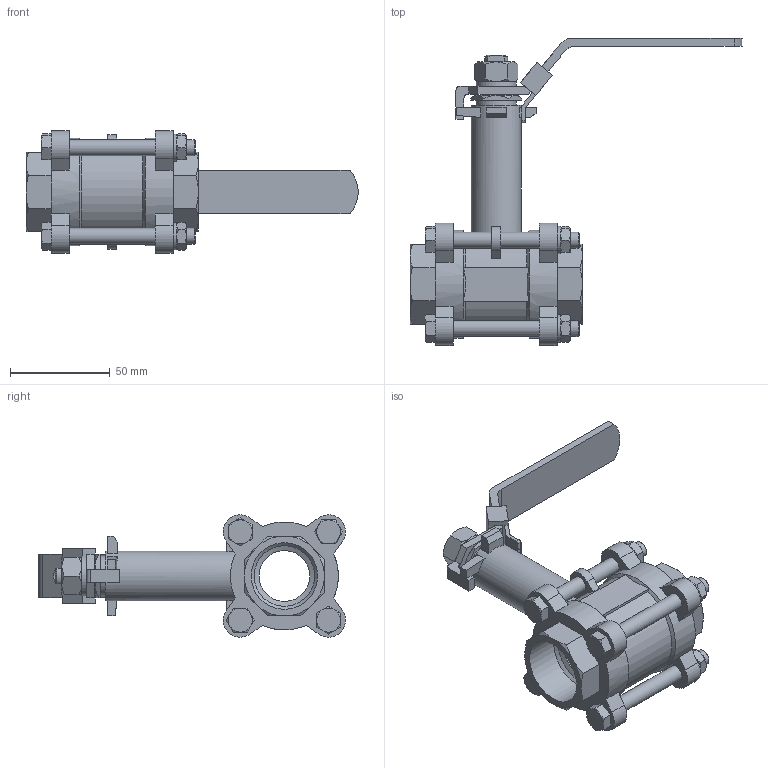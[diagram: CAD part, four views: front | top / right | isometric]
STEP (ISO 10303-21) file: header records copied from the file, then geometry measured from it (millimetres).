
FILE_DESCRIPTION(/* description */ ('Unknown'),/* implementation_level */ '2;1');
FILE_NAME(/* name */ 'R-641-SP-DN25',/* time_stamp */ '2024-03-28T10:41:57+08:00',/* author */ ('Unknown'),/* organization */ ('Unknown'),/* preprocessor_version */ 'ST-DEVELOPER v16.7',/* originating_system */ 'DEX',/* authorisation */ $);
FILE_SCHEMA (('AUTOMOTIVE_DESIGN {1 0 10303 214 3 1 1}'));
Length unit declared in the file: millimetre
Products named in the file (2): R-641-SP-DN25; V-3CSH HK專用 牙口 D
Assembly tree (1 placements, depth 2):
  R-641-SP-DN25
    V-3CSH HK專用 牙口 D
Bounding box: 166.05 x 153.59 x 61.19 mm (x, y, z)
Volume: 193218 mm3; surface area: 58153.7 mm2
Topology: 1 solids, 1 shells, 423 faces, 1095 edges, 681 vertices
Faces by surface type: plane 230, cone 120, cylinder 73
Full cylindrical faces by diameter (mm): 2 x1, 7.937 x8, 8 x1, 8.5 x10, 11.8 x1, 12.5 x1, 20 x1, 25 x1, 25.4 x1, 33.3 x2, 54 x2
Entity records: 12726 total; most frequent: CARTESIAN_POINT 2847, ORIENTED_EDGE 2060, DIRECTION 1969, EDGE_CURVE 1030, AXIS2_PLACEMENT_3D 744, VERTEX_POINT 658, FACE_BOUND 508, EDGE_LOOP 507
